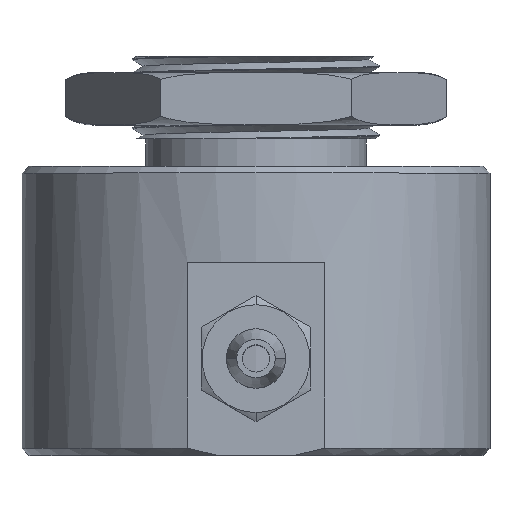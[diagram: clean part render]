
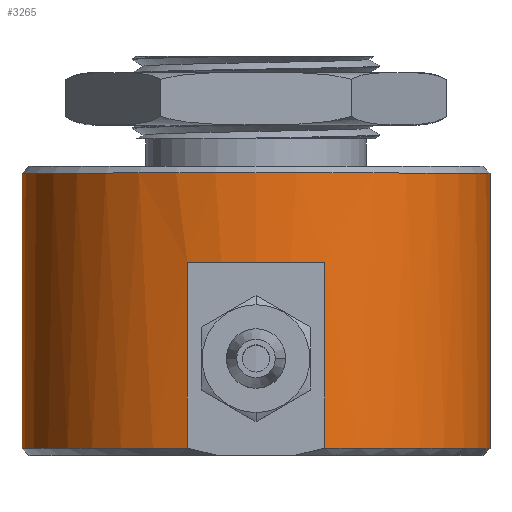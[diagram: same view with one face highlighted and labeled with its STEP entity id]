
A CAD part, top view. The second image highlights one B-rep face of the part: STEP entity #3265.
In plain terms, the highlighted cylindrical face has radius 17 mm (diameter 34 mm), a partial arc.
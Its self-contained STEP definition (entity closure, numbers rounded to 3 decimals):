
#1147=CARTESIAN_POINT('',(0.5,0.,0.));
#1148=DIRECTION('',(-1.,0.,0.));
#1149=DIRECTION('',(0.,1.,0.));
#1150=AXIS2_PLACEMENT_3D('',#1147,#1148,#1149);
#1152=DIRECTION('',(1.,0.,0.));
#1153=VECTOR('',#1152,13.5);
#1154=CARTESIAN_POINT('',(0.5,4.994,
-16.25));
#1155=LINE('',#1154,#1153);
#1156=CARTESIAN_POINT('',(14.,0.,0.));
#1157=DIRECTION('',(-1.,0.,0.));
#1158=DIRECTION('',(0.,0.294,-0.956));
#1159=AXIS2_PLACEMENT_3D('',#1156,#1157,#1158);
#1161=DIRECTION('',(-1.,0.,0.));
#1162=VECTOR('',#1161,13.5);
#1163=CARTESIAN_POINT('',(14.,-4.994,-16.25));
#1164=LINE('',#1163,#1162);
#1165=CARTESIAN_POINT('',(0.5,0.,0.));
#1166=DIRECTION('',(-1.,0.,0.));
#1167=DIRECTION('',(0.,-0.294,-0.956));
#1168=AXIS2_PLACEMENT_3D('',#1165,#1166,#1167);
#1170=CARTESIAN_POINT('',(20.5,0.,0.));
#1171=DIRECTION('',(-1.,0.,0.));
#1172=DIRECTION('',(0.,1.,0.));
#1173=AXIS2_PLACEMENT_3D('',#1170,#1171,#1172);
#1222=CARTESIAN_POINT('',(0.5,4.994,
-16.25));
#1224=CARTESIAN_POINT('',(0.5,-4.994,
-16.25));
#1787=DIRECTION('',(-1.,0.,0.));
#1788=VECTOR('',#1787,20.);
#1789=CARTESIAN_POINT('',(20.5,17.,
0.));
#1790=LINE('',#1789,#1788);
#1796=DIRECTION('',(-1.,0.,0.));
#1797=VECTOR('',#1796,20.);
#1798=CARTESIAN_POINT('',(20.5,-17.,
0.));
#1799=LINE('',#1798,#1797);
#1855=CARTESIAN_POINT('',(14.,4.994,-16.25));
#1856=CARTESIAN_POINT('',(14.,-4.994,-16.25));
#1857=VERTEX_POINT('',#1855);
#1858=VERTEX_POINT('',#1856);
#1916=VERTEX_POINT('',#1222);
#1917=CARTESIAN_POINT('',(0.5,17.,0.));
#1918=VERTEX_POINT('',#1917);
#1919=CARTESIAN_POINT('',(0.5,-17.,0.));
#1920=VERTEX_POINT('',#1919);
#1921=VERTEX_POINT('',#1224);
#1923=CARTESIAN_POINT('',(20.5,17.,0.));
#1924=CARTESIAN_POINT('',(20.5,-17.,0.));
#1925=VERTEX_POINT('',#1923);
#1926=VERTEX_POINT('',#1924);
#3243=CARTESIAN_POINT('',(30.45,0.,0.));
#3244=DIRECTION('',(-1.,0.,0.));
#3245=DIRECTION('',(0.,1.,0.));
#3246=AXIS2_PLACEMENT_3D('',#3243,#3244,#3245);
#3247=CYLINDRICAL_SURFACE('',#3246,17.);
#3249=ORIENTED_EDGE('',*,*,#3248,.T.);
#3251=ORIENTED_EDGE('',*,*,#3250,.T.);
#3253=ORIENTED_EDGE('',*,*,#3252,.T.);
#3255=ORIENTED_EDGE('',*,*,#3254,.T.);
#3257=ORIENTED_EDGE('',*,*,#3256,.T.);
#3259=ORIENTED_EDGE('',*,*,#3258,.F.);
#3260=ORIENTED_EDGE('',*,*,#3233,.F.);
#3262=ORIENTED_EDGE('',*,*,#3261,.T.);
#3263=EDGE_LOOP('',(#3249,#3251,#3253,#3255,#3257,#3259,#3260,#3262));
#3264=FACE_OUTER_BOUND('',#3263,.F.);
#3265=ADVANCED_FACE('',(#3264),#3247,.T.);
#1151=CIRCLE('',#1150,17.);
#1160=CIRCLE('',#1159,17.);
#1169=CIRCLE('',#1168,17.);
#1174=CIRCLE('',#1173,17.);
#3233=EDGE_CURVE('',#1925,#1926,#1174,.T.);
#3248=EDGE_CURVE('',#1918,#1916,#1151,.T.);
#3250=EDGE_CURVE('',#1916,#1857,#1155,.T.);
#3252=EDGE_CURVE('',#1857,#1858,#1160,.T.);
#3254=EDGE_CURVE('',#1858,#1921,#1164,.T.);
#3256=EDGE_CURVE('',#1921,#1920,#1169,.T.);
#3258=EDGE_CURVE('',#1926,#1920,#1799,.T.);
#3261=EDGE_CURVE('',#1925,#1918,#1790,.T.);
